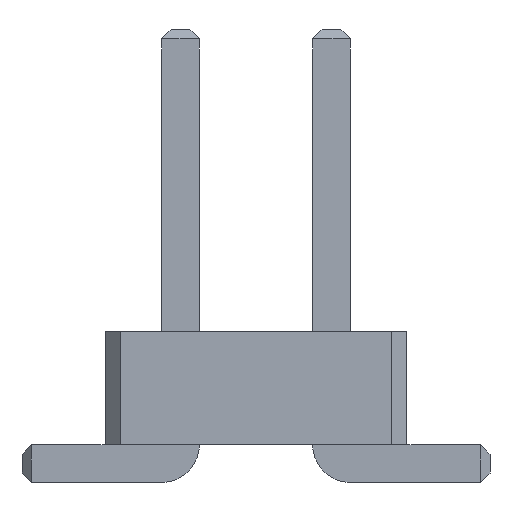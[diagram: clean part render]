
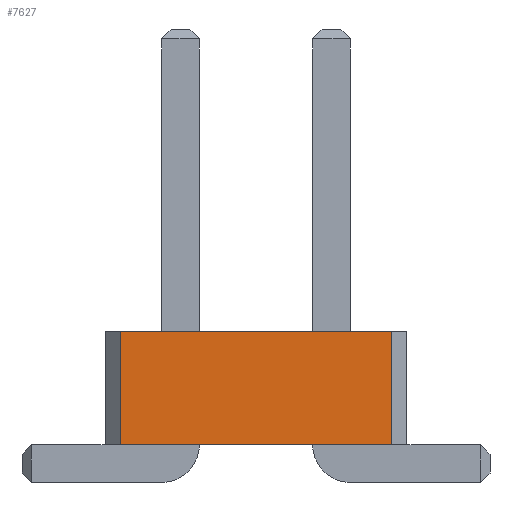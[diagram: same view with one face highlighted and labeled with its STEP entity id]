
A CAD part, front view. The second image highlights one B-rep face of the part: STEP entity #7627.
In plain terms, the highlighted planar face has unit normal (0, -1, 0).
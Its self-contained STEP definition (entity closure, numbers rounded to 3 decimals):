
#1430 = VERTEX_POINT('',#1431);
#1431 = CARTESIAN_POINT('',(1.8,-18.,0.5));
#1437 = EDGE_CURVE('',#1438,#1430,#1440,.T.);
#1438 = VERTEX_POINT('',#1439);
#1439 = CARTESIAN_POINT('',(-1.8,-18.,0.5));
#1440 = LINE('',#1441,#1442);
#1441 = CARTESIAN_POINT('',(-1.8,-18.,0.5));
#1442 = VECTOR('',#1443,1.);
#1443 = DIRECTION('',(1.,0.,0.));
#3150 = VERTEX_POINT('',#3151);
#3151 = CARTESIAN_POINT('',(1.8,-18.,2.));
#3157 = EDGE_CURVE('',#3158,#3150,#3160,.T.);
#3158 = VERTEX_POINT('',#3159);
#3159 = CARTESIAN_POINT('',(-1.8,-18.,2.));
#3160 = LINE('',#3161,#3162);
#3161 = CARTESIAN_POINT('',(-1.8,-18.,2.));
#3162 = VECTOR('',#3163,1.);
#3163 = DIRECTION('',(1.,0.,0.));
#7616 = EDGE_CURVE('',#1438,#3158,#7617,.T.);
#7617 = LINE('',#7618,#7619);
#7618 = CARTESIAN_POINT('',(-1.8,-18.,0.5));
#7619 = VECTOR('',#7620,1.);
#7620 = DIRECTION('',(0.,0.,1.));
#7627 = ADVANCED_FACE('',(#7628),#7639,.F.);
#7628 = FACE_BOUND('',#7629,.F.);
#7629 = EDGE_LOOP('',(#7630,#7631,#7632,#7638));
#7630 = ORIENTED_EDGE('',*,*,#7616,.T.);
#7631 = ORIENTED_EDGE('',*,*,#3157,.T.);
#7632 = ORIENTED_EDGE('',*,*,#7633,.F.);
#7633 = EDGE_CURVE('',#1430,#3150,#7634,.T.);
#7634 = LINE('',#7635,#7636);
#7635 = CARTESIAN_POINT('',(1.8,-18.,0.5));
#7636 = VECTOR('',#7637,1.);
#7637 = DIRECTION('',(0.,0.,1.));
#7638 = ORIENTED_EDGE('',*,*,#1437,.F.);
#7639 = PLANE('',#7640);
#7640 = AXIS2_PLACEMENT_3D('',#7641,#7642,#7643);
#7641 = CARTESIAN_POINT('',(-1.8,-18.,0.5));
#7642 = DIRECTION('',(0.,1.,0.));
#7643 = DIRECTION('',(1.,0.,0.));
